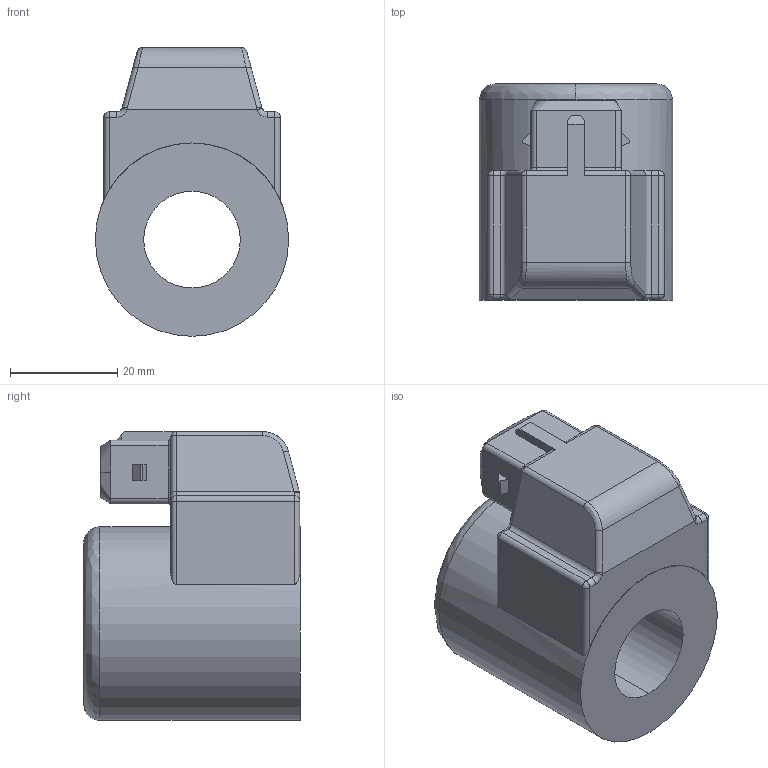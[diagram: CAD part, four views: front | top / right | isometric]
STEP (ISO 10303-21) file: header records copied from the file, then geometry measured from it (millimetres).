
FILE_DESCRIPTION (( 'STEP AP214' ), '1' );
FILE_NAME ('Magnetspule_36-40_Junior-Timer.STEP', '2016-07-18T06:37:17', ( '' ), ( '' ), 'SwSTEP 2.0', 'SolidWorks 2014', '' );
FILE_SCHEMA (( 'AUTOMOTIVE_DESIGN' ));
Length unit declared in the file: millimetre
Products named in the file (1): Magnetspule_36-40_Junior-Timer
Bounding box: 36 x 40.3 x 53.73 mm (x, y, z)
Volume: 45532 mm3; surface area: 11277.8 mm2
Topology: 1 solids, 1 shells, 127 faces, 310 edges, 184 vertices
Faces by surface type: plane 63, cylinder 38, bspline 24, cone 2
Entity records: 5165 total; most frequent: CARTESIAN_POINT 2066, ORIENTED_EDGE 608, DIRECTION 530, EDGE_CURVE 304, VERTEX_POINT 184, AXIS2_PLACEMENT_3D 177, LINE 176, VECTOR 176
